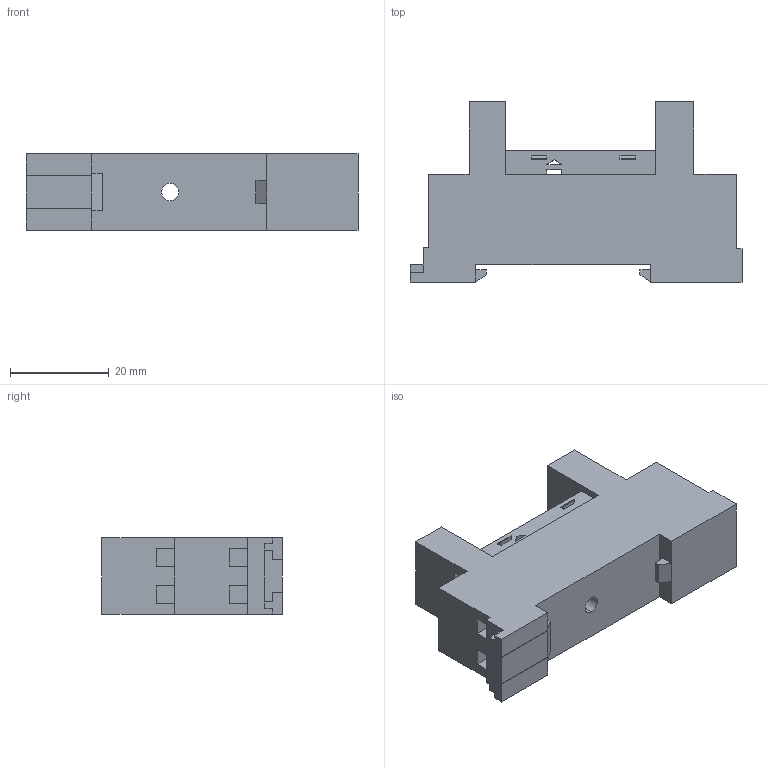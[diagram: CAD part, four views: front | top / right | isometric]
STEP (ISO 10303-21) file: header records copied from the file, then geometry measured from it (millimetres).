
FILE_DESCRIPTION (( 'STEP AP214' ), '1' );
FILE_NAME ('GZF80.STEP', '2020-11-02T11:00:15', ( '' ), ( '' ), 'SwSTEP 2.0', 'SolidWorks 2021', '' );
FILE_SCHEMA (( 'AUTOMOTIVE_DESIGN' ));
Length unit declared in the file: millimetre
Products named in the file (1): GZF80
Bounding box: 67.2 x 36.5 x 15.5 mm (x, y, z)
Volume: 22866.6 mm3; surface area: 9498.6 mm2
Topology: 1 solids, 1 shells, 537 faces, 1452 edges, 953 vertices
Faces by surface type: plane 422, bspline 82, cylinder 33
Entity records: 24883 total; most frequent: CARTESIAN_POINT 9187, ORIENTED_EDGE 2904, DIRECTION 2243, EDGE_CURVE 1452, VECTOR 1201, LINE 1201, VERTEX_POINT 953, EDGE_LOOP 587
